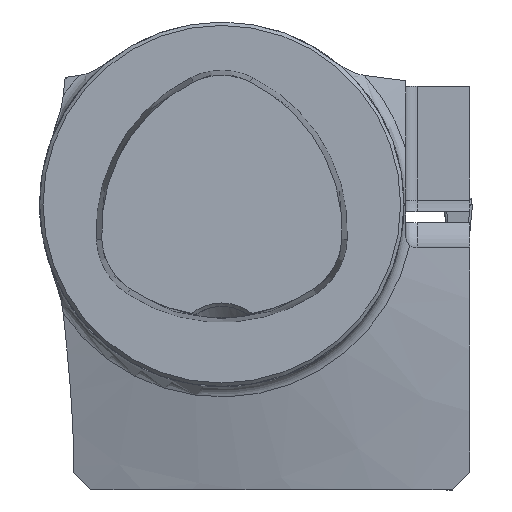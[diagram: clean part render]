
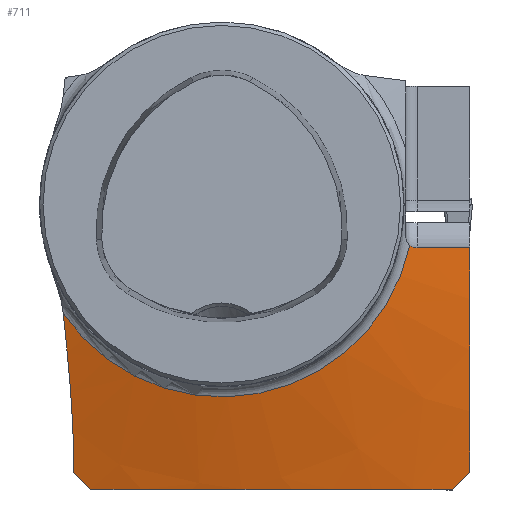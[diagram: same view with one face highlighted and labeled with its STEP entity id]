
A CAD part, top view. The second image highlights one B-rep face of the part: STEP entity #711.
In plain terms, the highlighted conical face has half-angle 75 degrees and reference radius 16 mm.
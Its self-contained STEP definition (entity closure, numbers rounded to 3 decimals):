
#711=ADVANCED_FACE('FP_RR_SU1',(#885),#873,.T.);
#873=CONICAL_SURFACE('',#2980,16.,75.);
#885=FACE_OUTER_BOUND('',#1044,.T.);
#1044=EDGE_LOOP('',(#1288,#1289,#1290,#1291,#1292,#1293,#1294,#1295,#1296));
#1213=CIRCLE('',#2979,16.889);
#1288=ORIENTED_EDGE('',*,*,#2403,.F.);
#1289=ORIENTED_EDGE('',*,*,#2404,.T.);
#1290=ORIENTED_EDGE('',*,*,#2405,.F.);
#1291=ORIENTED_EDGE('',*,*,#2406,.F.);
#1292=ORIENTED_EDGE('',*,*,#2407,.F.);
#1293=ORIENTED_EDGE('',*,*,#2408,.T.);
#1294=ORIENTED_EDGE('',*,*,#2409,.F.);
#1295=ORIENTED_EDGE('',*,*,#2410,.T.);
#1296=ORIENTED_EDGE('',*,*,#2411,.T.);
#2132=VERTEX_POINT('',#3903);
#2133=VERTEX_POINT('',#3904);
#2134=VERTEX_POINT('',#3909);
#2135=VERTEX_POINT('',#3914);
#2136=VERTEX_POINT('',#3922);
#2137=VERTEX_POINT('',#3930);
#2138=VERTEX_POINT('',#3932);
#2139=VERTEX_POINT('',#3937);
#2140=VERTEX_POINT('',#3942);
#2403=EDGE_CURVE('',#2132,#2133,#2825,.T.);
#2404=EDGE_CURVE('',#2132,#2134,#2826,.T.);
#2405=EDGE_CURVE('',#2135,#2134,#2827,.T.);
#2406=EDGE_CURVE('',#2136,#2135,#2828,.T.);
#2407=EDGE_CURVE('',#2137,#2136,#2829,.T.);
#2408=EDGE_CURVE('',#2137,#2138,#1213,.T.);
#2409=EDGE_CURVE('',#2139,#2138,#2830,.T.);
#2410=EDGE_CURVE('',#2139,#2140,#2831,.T.);
#2411=EDGE_CURVE('',#2140,#2133,#2832,.T.);
#2825=B_SPLINE_CURVE_WITH_KNOTS('',3,(#3897,#3898,#3899,#3900,#3901,#3902),
 .UNSPECIFIED.,.F.,.F.,(4,2,4),(0.,0.5,1.),.UNSPECIFIED.);
#2826=B_SPLINE_CURVE_WITH_KNOTS('',3,(#3905,#3906,#3907,#3908),
 .UNSPECIFIED.,.F.,.F.,(4,4),(0.,1.),.UNSPECIFIED.);
#2827=B_SPLINE_CURVE_WITH_KNOTS('',3,(#3910,#3911,#3912,#3913),
 .UNSPECIFIED.,.F.,.F.,(4,4),(0.,1.),.UNSPECIFIED.);
#2828=B_SPLINE_CURVE_WITH_KNOTS('',3,(#3915,#3916,#3917,#3918,#3919,#3920,
#3921),.UNSPECIFIED.,.F.,.F.,(4,3,4),(0.,0.156,1.),
 .UNSPECIFIED.);
#2829=B_SPLINE_CURVE_WITH_KNOTS('',3,(#3923,#3924,#3925,#3926,#3927,#3928,
#3929),.UNSPECIFIED.,.F.,.F.,(4,3,4),(0.,0.499,1.),
 .UNSPECIFIED.);
#2830=B_SPLINE_CURVE_WITH_KNOTS('',3,(#3933,#3934,#3935,#3936),
 .UNSPECIFIED.,.F.,.F.,(4,4),(0.,1.),.UNSPECIFIED.);
#2831=B_SPLINE_CURVE_WITH_KNOTS('',3,(#3938,#3939,#3940,#3941),
 .UNSPECIFIED.,.F.,.F.,(4,4),(0.,1.),.UNSPECIFIED.);
#2832=B_SPLINE_CURVE_WITH_KNOTS('',3,(#3943,#3944,#3945,#3946),
 .UNSPECIFIED.,.F.,.F.,(4,4),(0.,1.),.UNSPECIFIED.);
#2979=AXIS2_PLACEMENT_3D('',#3931,#3220,#3221);
#2980=AXIS2_PLACEMENT_3D('',#3947,#3222,#3223);
#3220=DIRECTION('',(0.,0.,-1.));
#3221=DIRECTION('',(-1.,0.,0.));
#3222=DIRECTION('',(0.,0.,-1.));
#3223=DIRECTION('',(1.,0.,0.));
#3897=CARTESIAN_POINT('',(20.25,-25.,-20.533));
#3898=CARTESIAN_POINT('',(14.996,-25.,-19.647));
#3899=CARTESIAN_POINT('',(9.71,-25.,-18.962));
#3900=CARTESIAN_POINT('',(-0.873,-25.,-18.469));
#3901=CARTESIAN_POINT('',(-6.193,-25.,-18.692));
#3902=CARTESIAN_POINT('',(-11.5,-25.,-19.286));
#3903=CARTESIAN_POINT('',(20.25,-25.,-20.533));
#3904=CARTESIAN_POINT('',(-11.5,-25.,-19.286));
#3905=CARTESIAN_POINT('',(20.25,-25.,-20.533));
#3906=CARTESIAN_POINT('',(20.75,-24.5,-20.514));
#3907=CARTESIAN_POINT('',(21.25,-24.,-20.5));
#3908=CARTESIAN_POINT('',(21.75,-23.5,-20.493));
#3909=CARTESIAN_POINT('',(21.75,-23.5,-20.493));
#3910=CARTESIAN_POINT('',(21.75,-3.8,-17.829));
#3911=CARTESIAN_POINT('',(21.75,-10.448,-18.136));
#3912=CARTESIAN_POINT('',(21.75,-16.989,-19.212));
#3913=CARTESIAN_POINT('',(21.75,-23.5,-20.493));
#3914=CARTESIAN_POINT('',(21.75,-3.8,-17.829));
#3915=CARTESIAN_POINT('',(17.15,-3.8,-16.62));
#3916=CARTESIAN_POINT('',(17.389,-3.8,-16.682));
#3917=CARTESIAN_POINT('',(17.629,-3.8,-16.745));
#3918=CARTESIAN_POINT('',(17.868,-3.8,-16.808));
#3919=CARTESIAN_POINT('',(19.162,-3.8,-17.147));
#3920=CARTESIAN_POINT('',(20.456,-3.8,-17.488));
#3921=CARTESIAN_POINT('',(21.75,-3.8,-17.829));
#3922=CARTESIAN_POINT('',(17.15,-3.8,-16.62));
#3923=CARTESIAN_POINT('',(16.508,-3.567,-16.438));
#3924=CARTESIAN_POINT('',(16.597,-3.641,-16.466));
#3925=CARTESIAN_POINT('',(16.7,-3.701,-16.496));
#3926=CARTESIAN_POINT('',(16.809,-3.74,-16.527));
#3927=CARTESIAN_POINT('',(16.917,-3.779,-16.558));
#3928=CARTESIAN_POINT('',(17.034,-3.8,-16.589));
#3929=CARTESIAN_POINT('',(17.15,-3.8,-16.62));
#3930=CARTESIAN_POINT('',(16.508,-3.567,-16.438));
#3931=CARTESIAN_POINT('',(0.,0.,-16.438));
#3932=CARTESIAN_POINT('',(-13.921,-9.564,-16.438));
#3933=CARTESIAN_POINT('',(-13.,-22.998,-18.991));
#3934=CARTESIAN_POINT('',(-13.,-18.543,-17.952));
#3935=CARTESIAN_POINT('',(-13.441,-14.075,-17.017));
#3936=CARTESIAN_POINT('',(-13.921,-9.564,-16.438));
#3937=CARTESIAN_POINT('',(-13.,-22.998,-18.991));
#3938=CARTESIAN_POINT('',(-13.,-22.998,-18.991));
#3939=CARTESIAN_POINT('',(-13.,-23.165,-19.03));
#3940=CARTESIAN_POINT('',(-13.,-23.333,-19.07));
#3941=CARTESIAN_POINT('',(-13.,-23.5,-19.109));
#3942=CARTESIAN_POINT('',(-13.,-23.5,-19.109));
#3943=CARTESIAN_POINT('',(-13.,-23.5,-19.109));
#3944=CARTESIAN_POINT('',(-12.5,-24.,-19.161));
#3945=CARTESIAN_POINT('',(-12.,-24.5,-19.221));
#3946=CARTESIAN_POINT('',(-11.5,-25.,-19.286));
#3947=CARTESIAN_POINT('',(0.,0.,-16.2));
